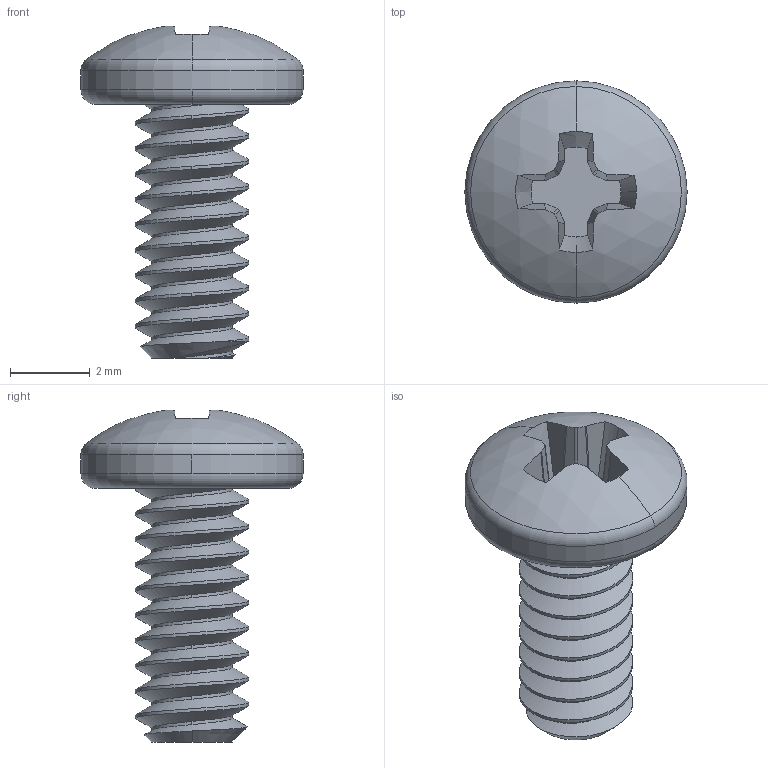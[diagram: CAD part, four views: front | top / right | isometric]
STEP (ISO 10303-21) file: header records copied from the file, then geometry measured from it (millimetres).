
FILE_DESCRIPTION (( 'STEP AP203' ), '1' );
FILE_NAME ('91772A106.step', '2012-05-21T13:56:58', ( 'Admin' ), ( 'Microsoft' ), 'SwSTEP 2.0', 'SolidWorks 2012', '' );
FILE_SCHEMA (( 'CONFIG_CONTROL_DESIGN' ));
Length unit declared in the file: inch
Products named in the file (1): 91772A106
Bounding box: 5.56 x 5.56 x 8.31 mm (x, y, z)
Volume: 60.9 mm3; surface area: 161.8 mm2
Topology: 1 solids, 1 shells, 102 faces, 292 edges, 193 vertices
Faces by surface type: cylinder 65, plane 19, cone 9, torus 4, bspline 3, sphere 2
Entity records: 4374 total; most frequent: CARTESIAN_POINT 1980, ORIENTED_EDGE 584, DIRECTION 406, EDGE_CURVE 292, VERTEX_POINT 193, AXIS2_PLACEMENT_3D 155, EDGE_LOOP 103, ADVANCED_FACE 102
